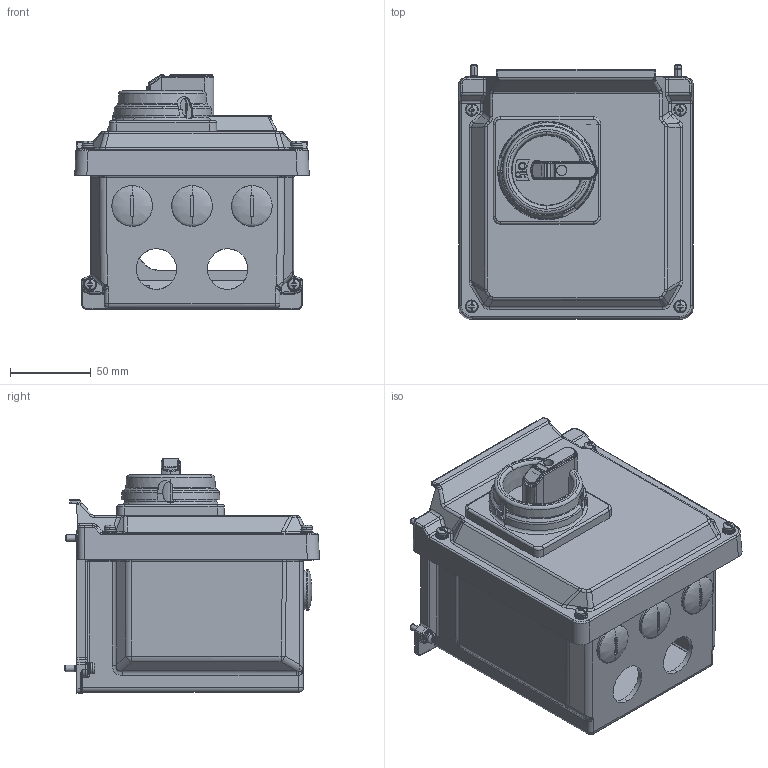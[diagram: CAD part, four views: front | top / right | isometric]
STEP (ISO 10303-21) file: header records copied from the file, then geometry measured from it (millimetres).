
FILE_DESCRIPTION (( 'STEP AP214' ), '1' );
FILE_NAME ('GS20XA-DSA.STEP', '2020-03-10T20:55:50', ( '' ), ( '' ), 'SwSTEP 2.0', 'SolidWorks 2017', '' );
FILE_SCHEMA (( 'AUTOMOTIVE_DESIGN' ));
Length unit declared in the file: inch
Products named in the file (1): GS20XA-DSA
Bounding box: 145 x 157.6 x 145.25 mm (x, y, z)
Volume: 325202.2 mm3; surface area: 246571.8 mm2
Topology: 28 solids, 29 shells, 1994 faces, 5165 edges, 3266 vertices
Faces by surface type: plane 824, cylinder 643, cone 213, bspline 151, torus 104, sphere 59
Entity records: 79224 total; most frequent: CARTESIAN_POINT 32037, ORIENTED_EDGE 10294, DIRECTION 8250, EDGE_CURVE 5147, VERTEX_POINT 3262, AXIS2_PLACEMENT_3D 2918, VECTOR 2414, LINE 2414
